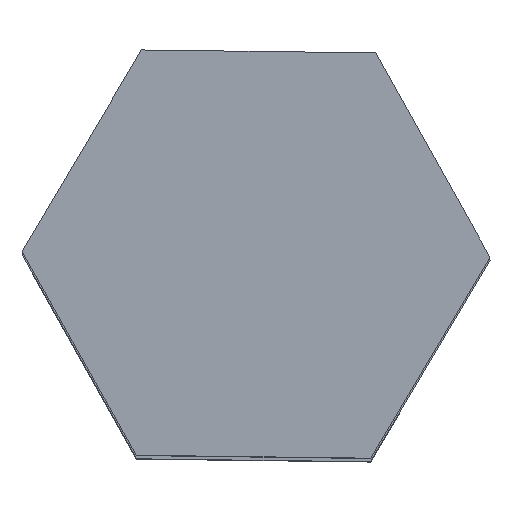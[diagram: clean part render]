
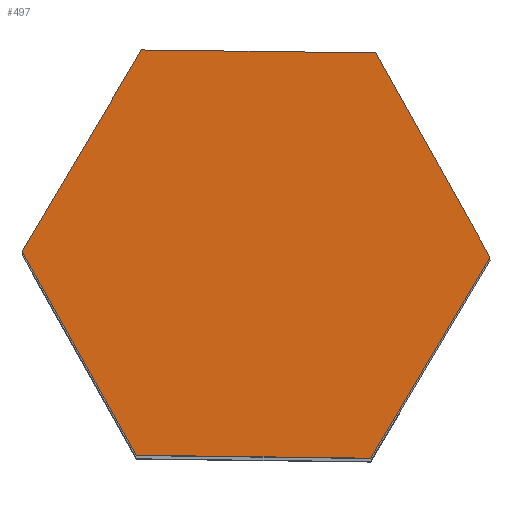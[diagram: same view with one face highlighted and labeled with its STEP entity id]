
A CAD part, top view. The second image highlights one B-rep face of the part: STEP entity #497.
In plain terms, the highlighted planar face has unit normal (0, 0, 1).
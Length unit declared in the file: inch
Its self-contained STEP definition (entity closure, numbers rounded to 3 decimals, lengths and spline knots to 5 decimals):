
#14 = CARTESIAN_POINT ( 'NONE',  ( 0.12967, -0.23125, 0. ) ) ;
#55 = ORIENTED_EDGE ( 'NONE', *, *, #494, .T. ) ;
#72 = CARTESIAN_POINT ( 'NONE',  ( 0.2651, -0.00333, 0. ) ) ;
#105 = CARTESIAN_POINT ( 'NONE',  ( -0.12967, 0.23125, 0. ) ) ;
#116 = LINE ( 'NONE', #117, #118 ) ;
#117 = CARTESIAN_POINT ( 'NONE',  ( 0.12967, -0.23125, 0. ) ) ;
#118 = VECTOR ( 'NONE', #119, 39.37008 ) ;
#119 = DIRECTION ( 'NONE',  ( 0.511, 0.86, 0. ) ) ;
#145 = CARTESIAN_POINT ( 'NONE',  ( -0.13543, -0.22792, 0. ) ) ;
#194 = LINE ( 'NONE', #195, #196 ) ;
#195 = CARTESIAN_POINT ( 'NONE',  ( 0.2651, -0.00333, 0. ) ) ;
#196 = VECTOR ( 'NONE', #197, 39.37008 ) ;
#197 = DIRECTION ( 'NONE',  ( -0.489, 0.872, 0. ) ) ;
#208 = LINE ( 'NONE', #209, #211 ) ;
#209 = CARTESIAN_POINT ( 'NONE',  ( 0.13543, 0.22792, 0. ) ) ;
#211 = VECTOR ( 'NONE', #212, 39.37008 ) ;
#212 = DIRECTION ( 'NONE',  ( -1., 0.013, 0. ) ) ;
#213 = LINE ( 'NONE', #214, #215 ) ;
#214 = CARTESIAN_POINT ( 'NONE',  ( -0.12967, 0.23125, 0. ) ) ;
#215 = VECTOR ( 'NONE', #216, 39.37008 ) ;
#216 = DIRECTION ( 'NONE',  ( -0.511, -0.86, 0. ) ) ;
#221 = FACE_OUTER_BOUND ( 'NONE', #582, .T. ) ;
#222 = PLANE ( 'NONE',  #223 ) ;
#223 = AXIS2_PLACEMENT_3D ( 'NONE', #224, #225, #226 ) ;
#224 = CARTESIAN_POINT ( 'NONE',  ( 0.2651, -0.00333, 0. ) ) ;
#225 = DIRECTION ( 'NONE',  ( 0., 0., -1. ) ) ;
#226 = DIRECTION ( 'NONE',  ( -1., 0., 0. ) ) ;
#227 = LINE ( 'NONE', #228, #229 ) ;
#228 = CARTESIAN_POINT ( 'NONE',  ( -0.2651, 0.00333, 0. ) ) ;
#229 = VECTOR ( 'NONE', #230, 39.37008 ) ;
#230 = DIRECTION ( 'NONE',  ( 0.489, -0.872, 0. ) ) ;
#231 = CARTESIAN_POINT ( 'NONE',  ( -0.2651, 0.00333, 0. ) ) ;
#286 = CARTESIAN_POINT ( 'NONE',  ( 0.13543, 0.22792, 0. ) ) ;
#299 = LINE ( 'NONE', #300, #301 ) ;
#300 = CARTESIAN_POINT ( 'NONE',  ( -0.13543, -0.22792, 0. ) ) ;
#301 = VECTOR ( 'NONE', #302, 39.37008 ) ;
#302 = DIRECTION ( 'NONE',  ( 1., -0.013, 0. ) ) ;
#314 = VERTEX_POINT ( 'NONE', #145 ) ;
#447 = VERTEX_POINT ( 'NONE', #286 ) ;
#450 = EDGE_CURVE ( 'NONE', #314, #522, #299, .T. ) ;
#465 = ORIENTED_EDGE ( 'NONE', *, *, #493, .T. ) ;
#472 = VERTEX_POINT ( 'NONE', #72 ) ;
#477 = VERTEX_POINT ( 'NONE', #105 ) ;
#488 = EDGE_CURVE ( 'NONE', #472, #447, #194, .T. ) ;
#493 = EDGE_CURVE ( 'NONE', #447, #477, #208, .T. ) ;
#494 = EDGE_CURVE ( 'NONE', #477, #499, #213, .T. ) ;
#497 = ADVANCED_FACE ( 'NONE', ( #221 ), #222, .F. ) ;
#498 = EDGE_CURVE ( 'NONE', #499, #314, #227, .T. ) ;
#499 = VERTEX_POINT ( 'NONE', #231 ) ;
#518 = ORIENTED_EDGE ( 'NONE', *, *, #538, .T. ) ;
#522 = VERTEX_POINT ( 'NONE', #14 ) ;
#538 = EDGE_CURVE ( 'NONE', #522, #472, #116, .T. ) ;
#561 = ORIENTED_EDGE ( 'NONE', *, *, #450, .T. ) ;
#576 = ORIENTED_EDGE ( 'NONE', *, *, #498, .T. ) ;
#582 = EDGE_LOOP ( 'NONE', ( #594, #465, #55, #576, #561, #518 ) ) ;
#594 = ORIENTED_EDGE ( 'NONE', *, *, #488, .T. ) ;
